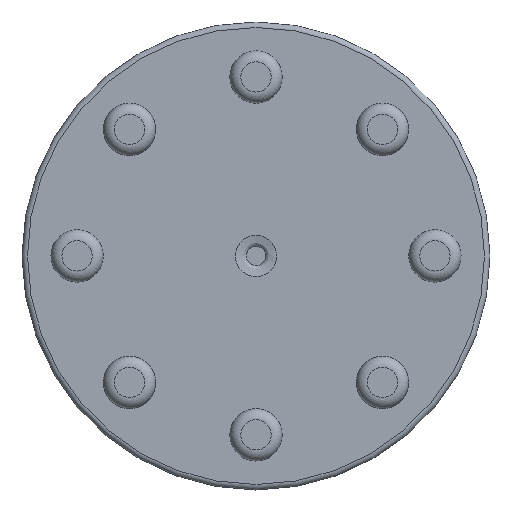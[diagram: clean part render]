
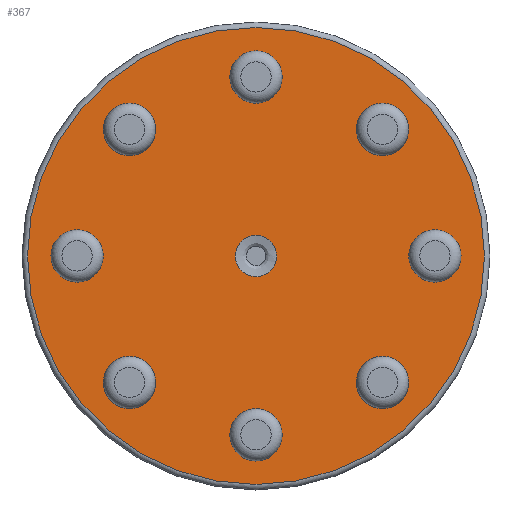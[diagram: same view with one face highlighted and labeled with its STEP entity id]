
A CAD part, top view. The second image highlights one B-rep face of the part: STEP entity #367.
In plain terms, the highlighted planar face has unit normal (0, 0, 1).
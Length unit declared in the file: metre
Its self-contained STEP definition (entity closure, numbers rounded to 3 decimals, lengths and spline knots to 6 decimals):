
#26=PLANE('',#431);
#42=CIRCLE('',#432,0.0415);
#43=CIRCLE('',#433,0.00475);
#44=CIRCLE('',#434,0.00475);
#45=CIRCLE('',#435,0.00475);
#46=CIRCLE('',#436,0.00475);
#47=CIRCLE('',#437,0.00475);
#48=CIRCLE('',#438,0.00475);
#49=CIRCLE('',#439,0.00475);
#50=CIRCLE('',#440,0.00475);
#74=ORIENTED_EDGE('',*,*,#144,.T.);
#75=ORIENTED_EDGE('',*,*,#145,.T.);
#76=ORIENTED_EDGE('',*,*,#146,.F.);
#77=ORIENTED_EDGE('',*,*,#147,.F.);
#78=ORIENTED_EDGE('',*,*,#148,.F.);
#79=ORIENTED_EDGE('',*,*,#149,.F.);
#80=ORIENTED_EDGE('',*,*,#150,.F.);
#81=ORIENTED_EDGE('',*,*,#151,.F.);
#82=ORIENTED_EDGE('',*,*,#152,.F.);
#83=ORIENTED_EDGE('',*,*,#153,.F.);
#144=EDGE_CURVE('',#179,#179,#42,.T.);
#145=EDGE_CURVE('',#180,#180,#211,.T.);
#146=EDGE_CURVE('',#181,#181,#43,.T.);
#147=EDGE_CURVE('',#182,#182,#44,.T.);
#148=EDGE_CURVE('',#183,#183,#45,.T.);
#149=EDGE_CURVE('',#184,#184,#46,.T.);
#150=EDGE_CURVE('',#185,#185,#47,.T.);
#151=EDGE_CURVE('',#186,#186,#48,.T.);
#152=EDGE_CURVE('',#187,#187,#49,.T.);
#153=EDGE_CURVE('',#188,#188,#50,.T.);
#179=VERTEX_POINT('',#646);
#180=VERTEX_POINT('',#666);
#181=VERTEX_POINT('',#668);
#182=VERTEX_POINT('',#670);
#183=VERTEX_POINT('',#672);
#184=VERTEX_POINT('',#674);
#185=VERTEX_POINT('',#676);
#186=VERTEX_POINT('',#678);
#187=VERTEX_POINT('',#680);
#188=VERTEX_POINT('',#682);
#211=B_SPLINE_CURVE_WITH_KNOTS('',3,(#647,#648,#649,#650,#651,#652,#653,
#654,#655,#656,#657,#658,#659,#660,#661,#662,#663,#664,#665),
 .UNSPECIFIED.,.T.,.F.,(1,1,1,1,1,1,1,1,1,1,1,1,1,1,1,1,1,1,1,1,1,1,1),
(-0.190789,-0.128289,-0.065789,0.,0.059375,
0.121719,0.184211,0.246711,0.309211,0.371711,
0.434211,0.496711,0.559211,0.621711,
0.684211,0.746711,0.809211,0.871711,
0.934211,1.,1.059375,1.121719,1.184211),.UNSPECIFIED.);
#218=EDGE_LOOP('',(#74));
#219=EDGE_LOOP('',(#75));
#220=EDGE_LOOP('',(#76));
#221=EDGE_LOOP('',(#77));
#222=EDGE_LOOP('',(#78));
#223=EDGE_LOOP('',(#79));
#224=EDGE_LOOP('',(#80));
#225=EDGE_LOOP('',(#81));
#226=EDGE_LOOP('',(#82));
#227=EDGE_LOOP('',(#83));
#288=FACE_BOUND('',#218,.T.);
#289=FACE_BOUND('',#219,.T.);
#290=FACE_BOUND('',#220,.T.);
#291=FACE_BOUND('',#221,.T.);
#292=FACE_BOUND('',#222,.T.);
#293=FACE_BOUND('',#223,.T.);
#294=FACE_BOUND('',#224,.T.);
#295=FACE_BOUND('',#225,.T.);
#296=FACE_BOUND('',#226,.T.);
#297=FACE_BOUND('',#227,.T.);
#367=ADVANCED_FACE('',(#288,#289,#290,#291,#292,#293,#294,#295,#296,#297),
#26,.T.);
#431=AXIS2_PLACEMENT_3D('',#644,#503,#504);
#432=AXIS2_PLACEMENT_3D('',#645,#505,#506);
#433=AXIS2_PLACEMENT_3D('',#667,#507,#508);
#434=AXIS2_PLACEMENT_3D('',#669,#509,#510);
#435=AXIS2_PLACEMENT_3D('',#671,#511,#512);
#436=AXIS2_PLACEMENT_3D('',#673,#513,#514);
#437=AXIS2_PLACEMENT_3D('',#675,#515,#516);
#438=AXIS2_PLACEMENT_3D('',#677,#517,#518);
#439=AXIS2_PLACEMENT_3D('',#679,#519,#520);
#440=AXIS2_PLACEMENT_3D('',#681,#521,#522);
#503=DIRECTION('',(0.,0.,1.));
#504=DIRECTION('',(1.,0.,0.));
#505=DIRECTION('',(0.,0.,1.));
#506=DIRECTION('',(1.,0.,0.));
#507=DIRECTION('',(0.,0.,1.));
#508=DIRECTION('',(1.,0.,0.));
#509=DIRECTION('',(0.,0.,1.));
#510=DIRECTION('',(1.,0.,0.));
#511=DIRECTION('',(0.,0.,1.));
#512=DIRECTION('',(1.,0.,0.));
#513=DIRECTION('',(0.,0.,1.));
#514=DIRECTION('',(1.,0.,0.));
#515=DIRECTION('',(0.,0.,1.));
#516=DIRECTION('',(1.,0.,0.));
#517=DIRECTION('',(0.,0.,1.));
#518=DIRECTION('',(1.,0.,0.));
#519=DIRECTION('',(0.,0.,1.));
#520=DIRECTION('',(1.,0.,0.));
#521=DIRECTION('',(0.,0.,1.));
#522=DIRECTION('',(1.,0.,0.));
#644=CARTESIAN_POINT('',(0.,0.,0.002));
#645=CARTESIAN_POINT('',(0.,0.,0.002));
#646=CARTESIAN_POINT('',(0.0415,0.,0.002));
#647=CARTESIAN_POINT('',(0.003531,0.001525,0.002));
#648=CARTESIAN_POINT('',(0.003851,0.000049,0.002));
#649=CARTESIAN_POINT('',(0.003564,-0.001417,0.002));
#650=CARTESIAN_POINT('',(0.002776,-0.002668,0.002));
#651=CARTESIAN_POINT('',(0.001546,-0.003516,0.002));
#652=CARTESIAN_POINT('',(0.000078,-0.00385,0.002));
#653=CARTESIAN_POINT('',(-0.001393,-0.003579,0.002));
#654=CARTESIAN_POINT('',(-0.002667,-0.002777,0.002));
#655=CARTESIAN_POINT('',(-0.003516,-0.001546,0.002));
#656=CARTESIAN_POINT('',(-0.00385,-0.000078,0.002));
#657=CARTESIAN_POINT('',(-0.003579,0.001393,0.002));
#658=CARTESIAN_POINT('',(-0.002777,0.002667,0.002));
#659=CARTESIAN_POINT('',(-0.001546,0.003516,0.002));
#660=CARTESIAN_POINT('',(-0.000078,0.00385,0.002));
#661=CARTESIAN_POINT('',(0.001393,0.003579,0.002));
#662=CARTESIAN_POINT('',(0.002667,0.002777,0.002));
#663=CARTESIAN_POINT('',(0.003531,0.001525,0.002));
#664=CARTESIAN_POINT('',(0.003851,0.000049,0.002));
#665=CARTESIAN_POINT('',(0.003564,-0.001417,0.002));
#666=CARTESIAN_POINT('',(0.00375,0.,0.002));
#667=CARTESIAN_POINT('',(-0.022981,0.022981,0.002));
#668=CARTESIAN_POINT('',(-0.018231,0.022981,0.002));
#669=CARTESIAN_POINT('',(-0.022981,-0.022981,0.002));
#670=CARTESIAN_POINT('',(-0.018231,-0.022981,0.002));
#671=CARTESIAN_POINT('',(0.022981,-0.022981,0.002));
#672=CARTESIAN_POINT('',(0.027731,-0.022981,0.002));
#673=CARTESIAN_POINT('',(0.022981,0.022981,0.002));
#674=CARTESIAN_POINT('',(0.027731,0.022981,0.002));
#675=CARTESIAN_POINT('',(-0.0325,0.,0.002));
#676=CARTESIAN_POINT('',(-0.02775,0.,0.002));
#677=CARTESIAN_POINT('',(0.,-0.0325,0.002));
#678=CARTESIAN_POINT('',(0.00475,-0.0325,0.002));
#679=CARTESIAN_POINT('',(0.0325,0.,0.002));
#680=CARTESIAN_POINT('',(0.03725,0.,0.002));
#681=CARTESIAN_POINT('',(0.,0.0325,0.002));
#682=CARTESIAN_POINT('',(0.00475,0.0325,0.002));
